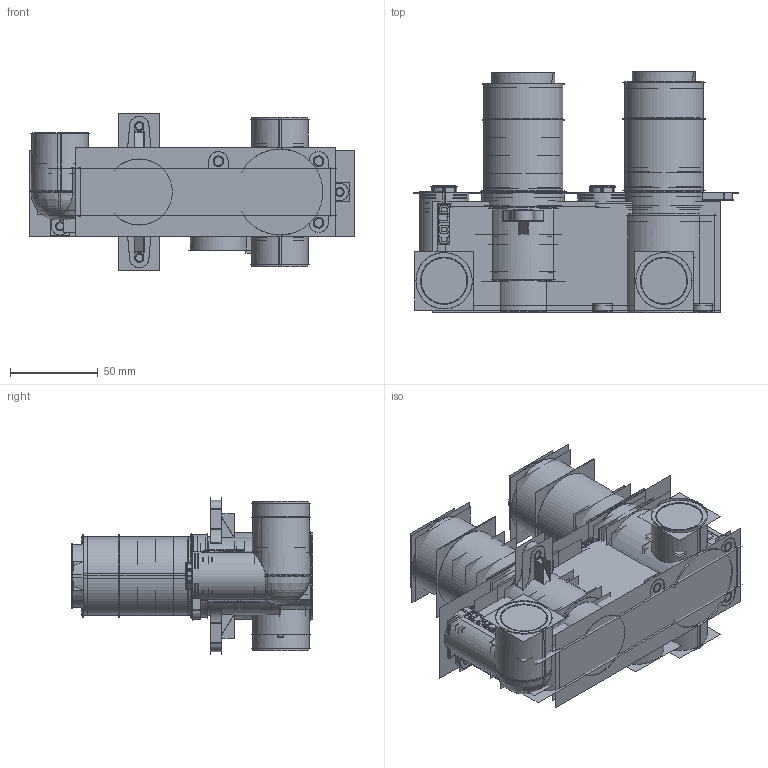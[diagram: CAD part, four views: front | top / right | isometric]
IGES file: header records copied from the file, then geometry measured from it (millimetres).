
Start section:  PTC IGES file: WLBP1500RC+.igs
Global section: file name: WLBP1500RC+.igs; native system: Pro/ENGINEER by Parametric Technology Corporation; preprocessor: 2009360; author: user152; organization: Unknown; date: 20200321.091023; units: millimetre
Bounding box: 185.12 x 137.54 x 89.47 mm (x, y, z)
Volume: 223354.1 mm3; surface area: 1405592.4 mm2
Topology: 19 solids, 40 shells, 2886 faces, 15136 edges, 19484 vertices
Faces by surface type: bspline 1522, revolution 1364
